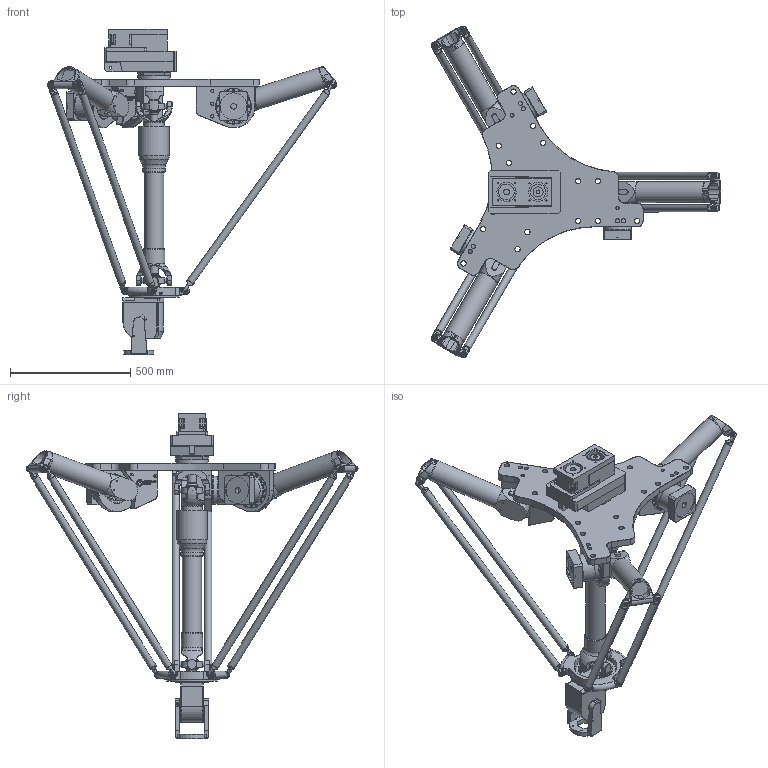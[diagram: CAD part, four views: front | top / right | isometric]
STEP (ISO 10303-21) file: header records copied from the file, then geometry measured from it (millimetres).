
FILE_DESCRIPTION(/* description */ (''),/* implementation_level */ '2;1');
FILE_NAME(/* name */ '3D-model_A_00802.stp',/* time_stamp */ '2022-02-19T09:27:40+01:00',/* author */ ('michael.schutter'),/* organization */ ('Majatronic'),/* preprocessor_version */ 'ST-DEVELOPER v16.5',/* originating_system */ 'Autodesk Inventor 2017',/* authorisation */ '');
FILE_SCHEMA (('AUTOMOTIVE_DESIGN { 1 0 10303 214 3 1 1 }'));
Length unit declared in the file: millimetre
Products named in the file (13): MT_BGR00021047MT_BGR; MT_WST00054870MT_WST; MT_WST00055005MT_WST; MT_WST00055470MT_WST; MT_WST00050309MT_WST; MT_WST00058679MT_WST; MT_WST00066183MT_WST; MT_WST00066192MT_WST; MT_WST00066191MT_WST; MT_WST00054722MT_WST; MT_WST00066180MT_WST; MT_WST00063617MT_WST; MT_WST00066182MT_WST
Assembly tree (25 placements, depth 2):
  MT_BGR00021047MT_BGR
    MT_WST00054870MT_WST
    MT_WST00055005MT_WST  x3
    MT_WST00055470MT_WST  x6
    MT_WST00050309MT_WST  x6
    MT_WST00058679MT_WST
    MT_WST00066183MT_WST
    MT_WST00054722MT_WST  x2
    MT_WST00066192MT_WST
    MT_WST00066191MT_WST
    MT_WST00066180MT_WST
    MT_WST00063617MT_WST
    MT_WST00066182MT_WST
Bounding box: 1201.13 x 1379.04 x 1354 mm (x, y, z)
Volume: 48497990.9 mm3; surface area: 3665482.6 mm2
Topology: 25 solids, 54 shells, 3634 faces, 8471 edges, 5324 vertices
Faces by surface type: plane 1740, cylinder 1066, bspline 412, cone 274, torus 135, sphere 7
Full cylindrical faces by diameter (mm): 3.242 x4, 4 x2, 4.917 x18, 6 x7, 6.647 x13, 6.8 x4, 8 x77, 8.5 x48, 9 x4, 9.6 x3, 10 x6, 11 x3, 12 x22, 13 x2, 13.835 x9, 15 x5, 16 x13, 17.294 x6, 18 x48, 19.626 x1, 20 x14, 22 x15, 24 x4, 26 x4, 29.98 x12, 30 x18, 32 x2, 35 x2, 36 x1, 42 x1
Entity records: 84228 total; most frequent: CARTESIAN_POINT 28489, DIRECTION 11522, ORIENTED_EDGE 10406, EDGE_CURVE 5203, AXIS2_PLACEMENT_3D 4254, VERTEX_POINT 3544, EDGE_LOOP 3275, LINE 3014
